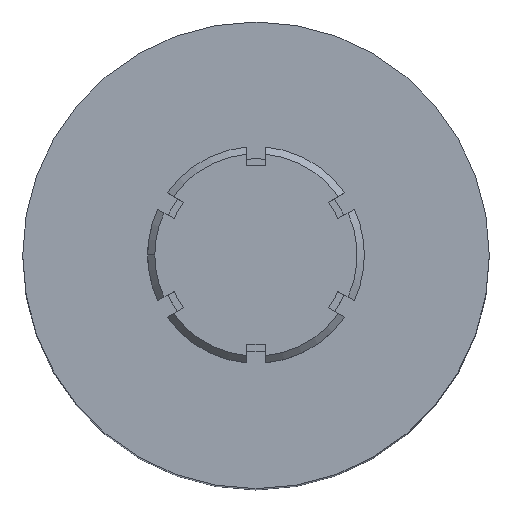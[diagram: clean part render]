
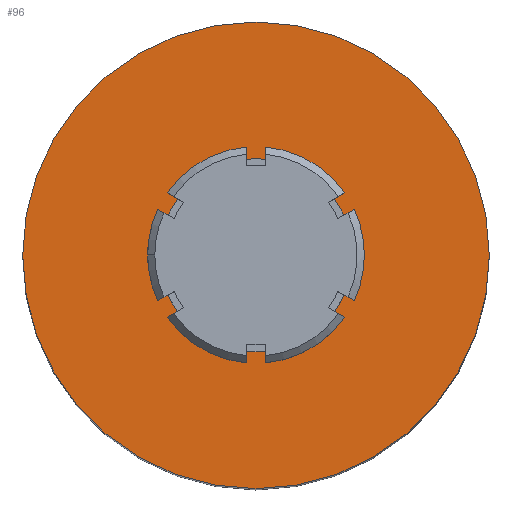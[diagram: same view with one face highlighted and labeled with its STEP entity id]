
A CAD part, top view. The second image highlights one B-rep face of the part: STEP entity #96.
In plain terms, the highlighted planar face has unit normal (0, 0, 1).
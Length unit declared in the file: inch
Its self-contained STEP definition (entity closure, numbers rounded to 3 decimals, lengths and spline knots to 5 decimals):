
#18 = EDGE_LOOP ( 'NONE', ( #44, #182 ) ) ;
#44 = ORIENTED_EDGE ( 'NONE', *, *, #1044, .F. ) ;
#96 = ADVANCED_FACE ( 'NONE', ( #969, #1957 ), #1630, .F. ) ;
#182 = ORIENTED_EDGE ( 'NONE', *, *, #2128, .F. ) ;
#210 = AXIS2_PLACEMENT_3D ( 'NONE', #392, #1901, #582 ) ;
#213 = CARTESIAN_POINT ( 'NONE',  ( 0.0405, 0., -0.087 ) ) ;
#264 = DIRECTION ( 'NONE',  ( 1., 0., 0. ) ) ;
#392 = CARTESIAN_POINT ( 'NONE',  ( 0., 0., -0.087 ) ) ;
#454 = DIRECTION ( 'NONE',  ( 1., 0., 0. ) ) ;
#457 = DIRECTION ( 'NONE',  ( 0., 0., -1. ) ) ;
#487 = VERTEX_POINT ( 'NONE', #1301 ) ;
#513 = EDGE_LOOP ( 'NONE', ( #1900, #1219 ) ) ;
#540 = VERTEX_POINT ( 'NONE', #213 ) ;
#582 = DIRECTION ( 'NONE',  ( 1., 0., 0. ) ) ;
#594 = CIRCLE ( 'NONE', #210, 0.098 ) ;
#616 = CARTESIAN_POINT ( 'NONE',  ( 0., 0., -0.087 ) ) ;
#794 = CIRCLE ( 'NONE', #1075, 0.098 ) ;
#969 = FACE_OUTER_BOUND ( 'NONE', #513, .T. ) ;
#1044 = EDGE_CURVE ( 'NONE', #1297, #540, #1321, .T. ) ;
#1075 = AXIS2_PLACEMENT_3D ( 'NONE', #616, #457, #1567 ) ;
#1099 = CARTESIAN_POINT ( 'NONE',  ( 0., 0., -0.087 ) ) ;
#1118 = AXIS2_PLACEMENT_3D ( 'NONE', #1138, #1797, #2130 ) ;
#1138 = CARTESIAN_POINT ( 'NONE',  ( 0., 0.07173, -0.087 ) ) ;
#1163 = CARTESIAN_POINT ( 'NONE',  ( -0.0405, 0., -0.087 ) ) ;
#1187 = AXIS2_PLACEMENT_3D ( 'NONE', #1763, #1600, #454 ) ;
#1219 = ORIENTED_EDGE ( 'NONE', *, *, #1345, .F. ) ;
#1235 = CARTESIAN_POINT ( 'NONE',  ( 0.098, 0., -0.087 ) ) ;
#1297 = VERTEX_POINT ( 'NONE', #1163 ) ;
#1301 = CARTESIAN_POINT ( 'NONE',  ( -0.098, 0., -0.087 ) ) ;
#1321 = CIRCLE ( 'NONE', #1814, 0.0405 ) ;
#1345 = EDGE_CURVE ( 'NONE', #487, #2048, #594, .T. ) ;
#1567 = DIRECTION ( 'NONE',  ( 1., 0., 0. ) ) ;
#1600 = DIRECTION ( 'NONE',  ( 0., 0., 1. ) ) ;
#1630 = PLANE ( 'NONE',  #1118 ) ;
#1706 = EDGE_CURVE ( 'NONE', #2048, #487, #794, .T. ) ;
#1756 = DIRECTION ( 'NONE',  ( 0., 0., 1. ) ) ;
#1763 = CARTESIAN_POINT ( 'NONE',  ( 0., 0., -0.087 ) ) ;
#1797 = DIRECTION ( 'NONE',  ( 0., 0., -1. ) ) ;
#1814 = AXIS2_PLACEMENT_3D ( 'NONE', #1099, #1756, #264 ) ;
#1900 = ORIENTED_EDGE ( 'NONE', *, *, #1706, .F. ) ;
#1901 = DIRECTION ( 'NONE',  ( 0., 0., -1. ) ) ;
#1957 = FACE_BOUND ( 'NONE', #18, .T. ) ;
#2048 = VERTEX_POINT ( 'NONE', #1235 ) ;
#2128 = EDGE_CURVE ( 'NONE', #540, #1297, #2129, .T. ) ;
#2129 = CIRCLE ( 'NONE', #1187, 0.0405 ) ;
#2130 = DIRECTION ( 'NONE',  ( -1., 0., 0. ) ) ;
